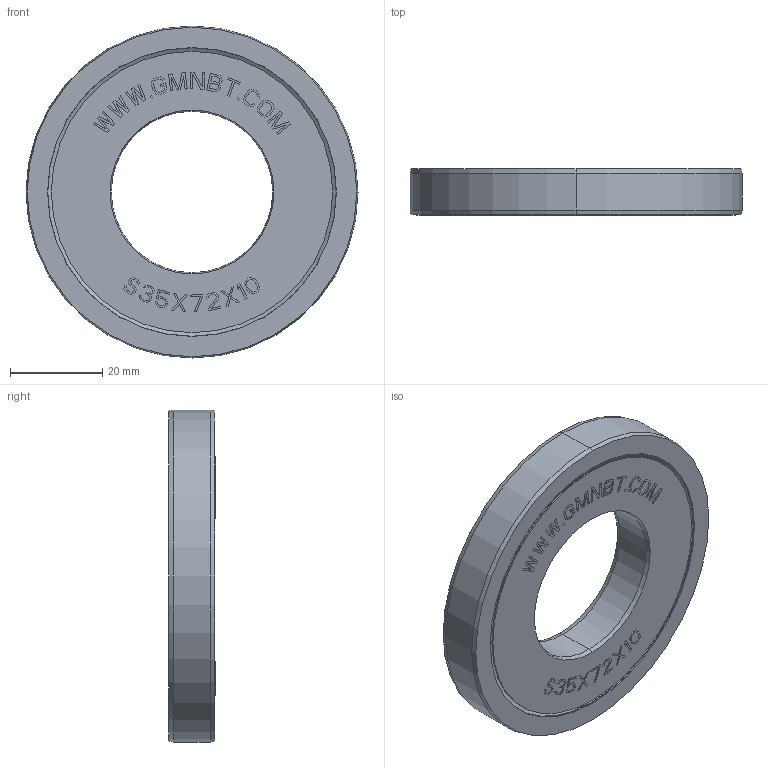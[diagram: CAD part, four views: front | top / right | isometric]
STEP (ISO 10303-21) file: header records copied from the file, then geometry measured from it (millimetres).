
FILE_DESCRIPTION((''),'2;1');
FILE_NAME('S35X72X10_PRT','2014-11-17T',('sales 4'),(''),'PRO/ENGINEER BY PARAMETRIC TECHNOLOGY CORPORATION, 2013150','PRO/ENGINEER BY PARAMETRIC TECHNOLOGY CORPORATION, 2013150','');
FILE_SCHEMA(('AUTOMOTIVE_DESIGN { 1 0 10303 214 1 1 1 1 }'));
Length unit declared in the file: millimetre
Products named in the file (1): S35X72X10_PRT
Bounding box: 72 x 10.07 x 72 mm (x, y, z)
Volume: 29604.8 mm3; surface area: 16046.6 mm2
Topology: 2 solids, 2 shells, 629 faces, 1725 edges, 1126 vertices
Faces by surface type: plane 549, cone 36, torus 32, cylinder 12
Entity records: 25269 total; most frequent: CARTESIAN_POINT 3482, ORIENTED_EDGE 3450, DIRECTION 3103, PRESENTATION_STYLE_ASSIGNMENT 1777, STYLED_ITEM 1755, CURVE_STYLE 1725, EDGE_CURVE 1725, VECTOR 1605
